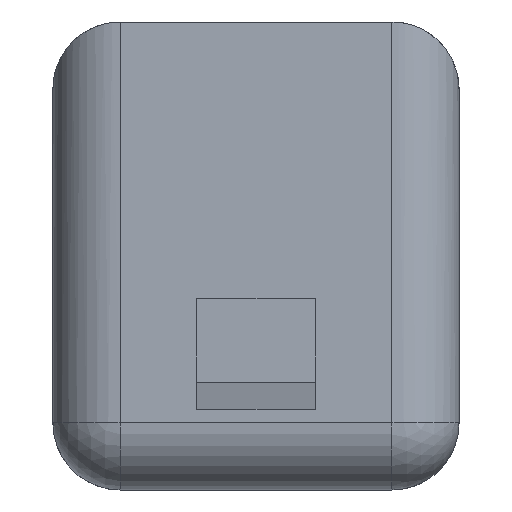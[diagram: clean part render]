
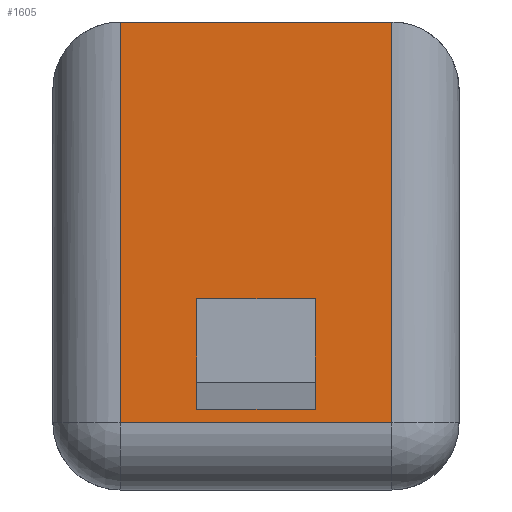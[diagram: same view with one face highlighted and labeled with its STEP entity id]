
A CAD part, left-side view. The second image highlights one B-rep face of the part: STEP entity #1605.
In plain terms, the highlighted planar face has unit normal (-1, 0, 0).
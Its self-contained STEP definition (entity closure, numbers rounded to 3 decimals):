
#2 = ORIENTED_EDGE ( 'NONE', *, *, #1519, .F. ) ;
#34 = CARTESIAN_POINT ( 'NONE',  ( -28.36, -10.11, 50. ) ) ;
#69 = FACE_BOUND ( 'NONE', #1036, .T. ) ;
#157 = CARTESIAN_POINT ( 'NONE',  ( -28.36, -10.11, 0. ) ) ;
#224 = VERTEX_POINT ( 'NONE', #34 ) ;
#242 = EDGE_CURVE ( 'NONE', #224, #556, #1140, .T. ) ;
#259 = CARTESIAN_POINT ( 'NONE',  ( -28.36, 10.11, 50. ) ) ;
#339 = VERTEX_POINT ( 'NONE', #1380 ) ;
#355 = DIRECTION ( 'NONE',  ( 0., 0., 1. ) ) ;
#423 = EDGE_CURVE ( 'NONE', #717, #1220, #1667, .T. ) ;
#450 = DIRECTION ( 'NONE',  ( 0., -1., 0. ) ) ;
#486 = ORIENTED_EDGE ( 'NONE', *, *, #242, .T. ) ;
#515 = LINE ( 'NONE', #1818, #1562 ) ;
#521 = VECTOR ( 'NONE', #1618, 1000. ) ;
#524 = LINE ( 'NONE', #157, #1169 ) ;
#525 = EDGE_LOOP ( 'NONE', ( #763, #808, #486, #1424 ) ) ;
#556 = VERTEX_POINT ( 'NONE', #259 ) ;
#697 = EDGE_CURVE ( 'NONE', #339, #1429, #1436, .T. ) ;
#717 = VERTEX_POINT ( 'NONE', #1991 ) ;
#723 = VERTEX_POINT ( 'NONE', #2169 ) ;
#763 = ORIENTED_EDGE ( 'NONE', *, *, #697, .T. ) ;
#801 = PLANE ( 'NONE',  #1902 ) ;
#808 = ORIENTED_EDGE ( 'NONE', *, *, #1371, .T. ) ;
#811 = DIRECTION ( 'NONE',  ( 0., 0., 1. ) ) ;
#818 = EDGE_CURVE ( 'NONE', #723, #717, #2229, .T. ) ;
#840 = CARTESIAN_POINT ( 'NONE',  ( -28.36, 4.4, 21.18 ) ) ;
#918 = EDGE_CURVE ( 'NONE', #556, #339, #515, .T. ) ;
#922 = VERTEX_POINT ( 'NONE', #2175 ) ;
#958 = DIRECTION ( 'NONE',  ( 0., 0., -1. ) ) ;
#980 = EDGE_CURVE ( 'NONE', #922, #723, #1639, .T. ) ;
#984 = DIRECTION ( 'NONE',  ( -1., 0., 0. ) ) ;
#1036 = EDGE_LOOP ( 'NONE', ( #2, #2168, #1788, #1787 ) ) ;
#1137 = CARTESIAN_POINT ( 'NONE',  ( -28.36, 4.4, 29.42 ) ) ;
#1138 = VECTOR ( 'NONE', #1679, 1000. ) ;
#1140 = LINE ( 'NONE', #2272, #2340 ) ;
#1169 = VECTOR ( 'NONE', #355, 1000. ) ;
#1220 = VERTEX_POINT ( 'NONE', #840 ) ;
#1362 = LINE ( 'NONE', #1718, #2140 ) ;
#1371 = EDGE_CURVE ( 'NONE', #1429, #224, #524, .T. ) ;
#1380 = CARTESIAN_POINT ( 'NONE',  ( -28.36, 10.11, 20.18 ) ) ;
#1424 = ORIENTED_EDGE ( 'NONE', *, *, #918, .T. ) ;
#1429 = VERTEX_POINT ( 'NONE', #1670 ) ;
#1436 = LINE ( 'NONE', #2014, #521 ) ;
#1466 = DIRECTION ( 'NONE',  ( 0., 0., 1. ) ) ;
#1479 = DIRECTION ( 'NONE',  ( 0., 0., -1. ) ) ;
#1519 = EDGE_CURVE ( 'NONE', #1220, #922, #1362, .T. ) ;
#1562 = VECTOR ( 'NONE', #1479, 1000. ) ;
#1605 = ADVANCED_FACE ( 'NONE', ( #1885, #69 ), #801, .T. ) ;
#1618 = DIRECTION ( 'NONE',  ( 0., -1., 0. ) ) ;
#1639 = LINE ( 'NONE', #2008, #2066 ) ;
#1667 = LINE ( 'NONE', #2258, #2010 ) ;
#1670 = CARTESIAN_POINT ( 'NONE',  ( -28.36, -10.11, 20.18 ) ) ;
#1679 = DIRECTION ( 'NONE',  ( 0., 1., 0. ) ) ;
#1718 = CARTESIAN_POINT ( 'NONE',  ( -28.36, 4.4, 21.18 ) ) ;
#1728 = CARTESIAN_POINT ( 'NONE',  ( -28.36, 0., 0. ) ) ;
#1787 = ORIENTED_EDGE ( 'NONE', *, *, #980, .F. ) ;
#1788 = ORIENTED_EDGE ( 'NONE', *, *, #818, .F. ) ;
#1818 = CARTESIAN_POINT ( 'NONE',  ( -28.36, 10.11, 0. ) ) ;
#1876 = DIRECTION ( 'NONE',  ( 0., 1., 0. ) ) ;
#1885 = FACE_OUTER_BOUND ( 'NONE', #525, .T. ) ;
#1902 = AXIS2_PLACEMENT_3D ( 'NONE', #1728, #984, #811 ) ;
#1991 = CARTESIAN_POINT ( 'NONE',  ( -28.36, 4.4, 29.42 ) ) ;
#2008 = CARTESIAN_POINT ( 'NONE',  ( -28.36, -4.4, 29.42 ) ) ;
#2010 = VECTOR ( 'NONE', #958, 1000. ) ;
#2014 = CARTESIAN_POINT ( 'NONE',  ( -28.36, 0., 20.18 ) ) ;
#2066 = VECTOR ( 'NONE', #1466, 1000. ) ;
#2140 = VECTOR ( 'NONE', #450, 1000. ) ;
#2168 = ORIENTED_EDGE ( 'NONE', *, *, #423, .F. ) ;
#2169 = CARTESIAN_POINT ( 'NONE',  ( -28.36, -4.4, 29.42 ) ) ;
#2175 = CARTESIAN_POINT ( 'NONE',  ( -28.36, -4.4, 21.18 ) ) ;
#2229 = LINE ( 'NONE', #1137, #1138 ) ;
#2258 = CARTESIAN_POINT ( 'NONE',  ( -28.36, 4.4, 21.18 ) ) ;
#2272 = CARTESIAN_POINT ( 'NONE',  ( -28.36, -15.11, 50. ) ) ;
#2340 = VECTOR ( 'NONE', #1876, 1000. ) ;
